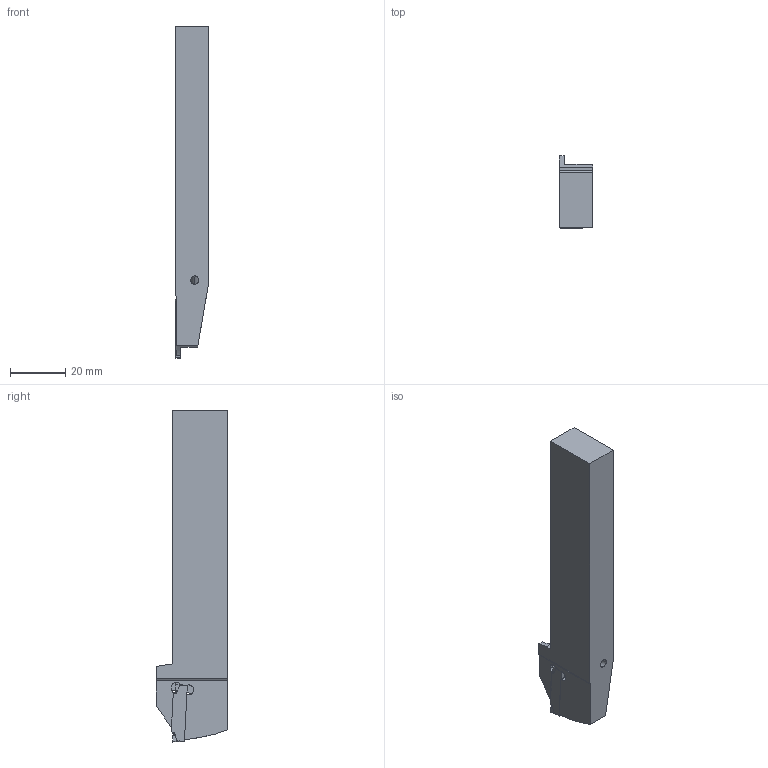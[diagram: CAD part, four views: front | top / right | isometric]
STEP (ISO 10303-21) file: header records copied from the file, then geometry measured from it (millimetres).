
FILE_DESCRIPTION(/* description */ (''),/* implementation_level */ '2;1');
FILE_NAME(/* name */ 'GYSR2012JX00-D18_CW2_00_N_MR0_2.stp',/* time_stamp */ '2023-02-27T12:05:38+09:00',/* author */ (''),/* organization */ (''),/* preprocessor_version */ 'ST-DEVELOPER v16',/* originating_system */ 'SIEMENS PLM Software NX 10.0',/* authorisation */ '');
FILE_SCHEMA (('AUTOMOTIVE_DESIGN { 1 0 10303 214 3 1 1 1 }'));
Length unit declared in the file: millimetre
Products named in the file (1): GYSR2012JX00-D18_CW2_00_N_MR0_2_ASM
Bounding box: 12 x 26 x 120 mm (x, y, z)
Volume: 25718.9 mm3; surface area: 8495.2 mm2
Topology: 2 solids, 2 shells, 129 faces, 416 edges, 315 vertices
Faces by surface type: cylinder 52, plane 51, cone 12, extrusion 4, bspline 4, torus 4, sphere 2
Entity records: 5607 total; most frequent: CARTESIAN_POINT 1890, ORIENTED_EDGE 772, DIRECTION 705, EDGE_CURVE 386, VERTEX_POINT 258, AXIS2_PLACEMENT_3D 252, VECTOR 201, LINE 197
